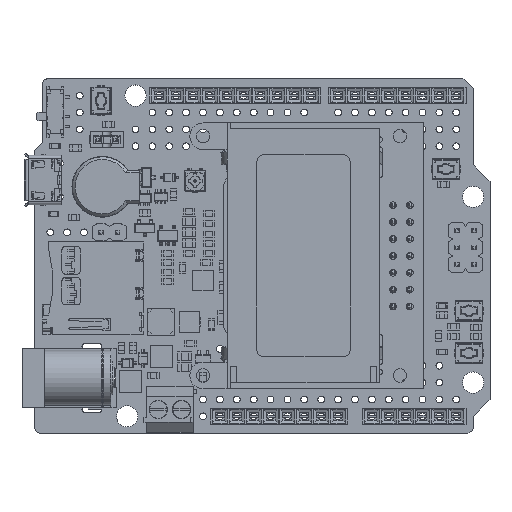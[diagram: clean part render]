
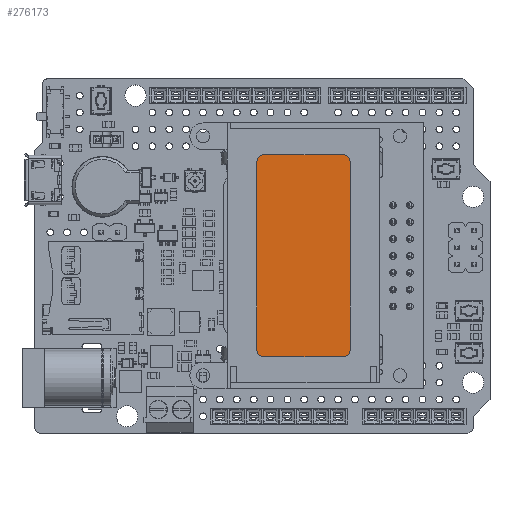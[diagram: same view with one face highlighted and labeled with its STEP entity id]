
A CAD part, top view. The second image highlights one B-rep face of the part: STEP entity #276173.
In plain terms, the highlighted planar face has unit normal (0, 0, 1).
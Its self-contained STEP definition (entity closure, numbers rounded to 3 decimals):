
#5660 = CARTESIAN_POINT ( 'NONE',  ( 34.515, 40.87, 17.82 ) ) ;
#6101 = ORIENTED_EDGE ( 'NONE', *, *, #128029, .T. ) ;
#27371 = CIRCLE ( 'NONE', #110320, 1. ) ;
#44007 = CARTESIAN_POINT ( 'NONE',  ( 34.515, 41.87, 17.82 ) ) ;
#51633 = CARTESIAN_POINT ( 'NONE',  ( 47.515, 40.87, 17.82 ) ) ;
#52400 = FACE_OUTER_BOUND ( 'NONE', #240317, .T. ) ;
#55138 = EDGE_CURVE ( 'NONE', #315660, #167480, #159293, .T. ) ;
#71417 = VERTEX_POINT ( 'NONE', #127697 ) ;
#78527 = CARTESIAN_POINT ( 'NONE',  ( 46.515, 12.47, 17.82 ) ) ;
#78717 = CARTESIAN_POINT ( 'NONE',  ( 33.515, 12.47, 17.82 ) ) ;
#79236 = CARTESIAN_POINT ( 'NONE',  ( 46.515, 11.47, 17.82 ) ) ;
#84839 = ORIENTED_EDGE ( 'NONE', *, *, #287873, .T. ) ;
#85913 = ORIENTED_EDGE ( 'NONE', *, *, #296956, .T. ) ;
#87051 = DIRECTION ( 'NONE',  ( 0., 0., 1. ) ) ;
#90392 = DIRECTION ( 'NONE',  ( 1., 0., 0. ) ) ;
#91308 = ORIENTED_EDGE ( 'NONE', *, *, #55138, .T. ) ;
#99267 = EDGE_CURVE ( 'NONE', #174748, #71417, #310865, .T. ) ;
#100078 = DIRECTION ( 'NONE',  ( 0., 1., 0. ) ) ;
#101126 = ORIENTED_EDGE ( 'NONE', *, *, #270623, .T. ) ;
#101635 = CARTESIAN_POINT ( 'NONE',  ( 33.515, 40.87, 17.82 ) ) ;
#103341 = AXIS2_PLACEMENT_3D ( 'NONE', #78527, #283340, #230836 ) ;
#107276 = DIRECTION ( 'NONE',  ( 0., 0., 1. ) ) ;
#109487 = EDGE_CURVE ( 'NONE', #303780, #315660, #257430, .T. ) ;
#110320 = AXIS2_PLACEMENT_3D ( 'NONE', #5660, #107276, #156609 ) ;
#114270 = EDGE_CURVE ( 'NONE', #130929, #223571, #317401, .T. ) ;
#116623 = DIRECTION ( 'NONE',  ( 0., -1., 0. ) ) ;
#122589 = VECTOR ( 'NONE', #125320, 1000. ) ;
#125320 = DIRECTION ( 'NONE',  ( -1., 0., 0. ) ) ;
#127697 = CARTESIAN_POINT ( 'NONE',  ( 46.515, 41.87, 17.82 ) ) ;
#128029 = EDGE_CURVE ( 'NONE', #223571, #174748, #327838, .T. ) ;
#130929 = VERTEX_POINT ( 'NONE', #79236 ) ;
#136683 = ORIENTED_EDGE ( 'NONE', *, *, #114270, .T. ) ;
#139710 = PLANE ( 'NONE',  #285919 ) ;
#141919 = CARTESIAN_POINT ( 'NONE',  ( 46.515, 12.47, 17.82 ) ) ;
#143657 = CARTESIAN_POINT ( 'NONE',  ( 46.515, 11.47, 17.82 ) ) ;
#149944 = CARTESIAN_POINT ( 'NONE',  ( 46.515, 41.87, 17.82 ) ) ;
#152720 = CARTESIAN_POINT ( 'NONE',  ( 47.515, 12.47, 17.82 ) ) ;
#153399 = VECTOR ( 'NONE', #116623, 1000. ) ;
#156609 = DIRECTION ( 'NONE',  ( 1., 0., 0. ) ) ;
#159293 = CIRCLE ( 'NONE', #306467, 1. ) ;
#163307 = VECTOR ( 'NONE', #326100, 1000. ) ;
#167480 = VERTEX_POINT ( 'NONE', #242845 ) ;
#173145 = DIRECTION ( 'NONE',  ( 1., 0., 0. ) ) ;
#174748 = VERTEX_POINT ( 'NONE', #51633 ) ;
#191641 = VECTOR ( 'NONE', #100078, 1000. ) ;
#192749 = CARTESIAN_POINT ( 'NONE',  ( 34.515, 12.47, 17.82 ) ) ;
#193827 = DIRECTION ( 'NONE',  ( 0., 0., 1. ) ) ;
#223571 = VERTEX_POINT ( 'NONE', #325873 ) ;
#230836 = DIRECTION ( 'NONE',  ( 1., 0., 0. ) ) ;
#232631 = ORIENTED_EDGE ( 'NONE', *, *, #99267, .T. ) ;
#232766 = VERTEX_POINT ( 'NONE', #44007 ) ;
#240317 = EDGE_LOOP ( 'NONE', ( #136683, #6101, #232631, #85913, #84839, #271351, #91308, #101126 ) ) ;
#242845 = CARTESIAN_POINT ( 'NONE',  ( 34.515, 11.47, 17.82 ) ) ;
#247431 = LINE ( 'NONE', #143657, #163307 ) ;
#257430 = LINE ( 'NONE', #270002, #153399 ) ;
#270002 = CARTESIAN_POINT ( 'NONE',  ( 33.515, 12.47, 17.82 ) ) ;
#270623 = EDGE_CURVE ( 'NONE', #167480, #130929, #247431, .T. ) ;
#271351 = ORIENTED_EDGE ( 'NONE', *, *, #109487, .T. ) ;
#276173 = ADVANCED_FACE ( 'NONE', ( #52400 ), #139710, .F. ) ;
#283340 = DIRECTION ( 'NONE',  ( 0., 0., 1. ) ) ;
#285919 = AXIS2_PLACEMENT_3D ( 'NONE', #141919, #327668, #173145 ) ;
#287873 = EDGE_CURVE ( 'NONE', #232766, #303780, #27371, .T. ) ;
#294501 = DIRECTION ( 'NONE',  ( -1., 0., 0. ) ) ;
#296956 = EDGE_CURVE ( 'NONE', #71417, #232766, #318827, .T. ) ;
#298179 = AXIS2_PLACEMENT_3D ( 'NONE', #319937, #87051, #90392 ) ;
#303780 = VERTEX_POINT ( 'NONE', #101635 ) ;
#306467 = AXIS2_PLACEMENT_3D ( 'NONE', #192749, #193827, #294501 ) ;
#310865 = CIRCLE ( 'NONE', #298179, 1. ) ;
#315660 = VERTEX_POINT ( 'NONE', #78717 ) ;
#317401 = CIRCLE ( 'NONE', #103341, 1. ) ;
#318827 = LINE ( 'NONE', #149944, #122589 ) ;
#319937 = CARTESIAN_POINT ( 'NONE',  ( 46.515, 40.87, 17.82 ) ) ;
#325873 = CARTESIAN_POINT ( 'NONE',  ( 47.515, 12.47, 17.82 ) ) ;
#326100 = DIRECTION ( 'NONE',  ( 1., 0., 0. ) ) ;
#327668 = DIRECTION ( 'NONE',  ( 0., 0., -1. ) ) ;
#327838 = LINE ( 'NONE', #152720, #191641 ) ;
